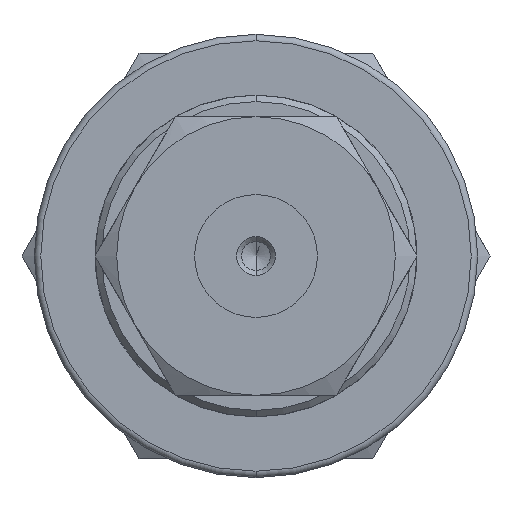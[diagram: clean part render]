
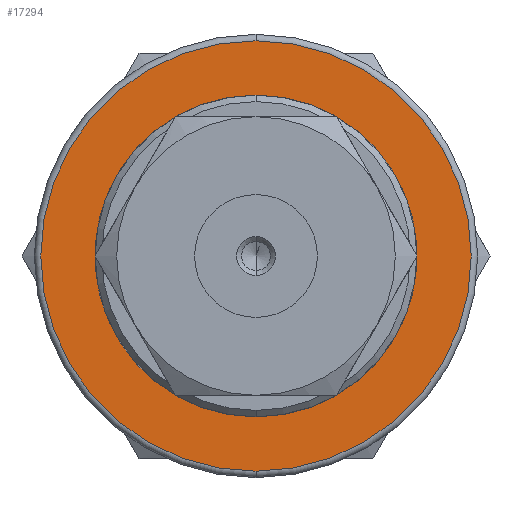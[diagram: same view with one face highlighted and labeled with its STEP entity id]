
A CAD part, left-side view. The second image highlights one B-rep face of the part: STEP entity #17294.
In plain terms, the highlighted planar face has unit normal (-1, 0, 0).
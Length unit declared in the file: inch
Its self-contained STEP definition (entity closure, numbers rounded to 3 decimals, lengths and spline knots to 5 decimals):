
#1022 = CARTESIAN_POINT ( 'NONE',  ( -0.87874, 0., 0. ) ) ;
#1631 = ORIENTED_EDGE ( 'NONE', *, *, #16425, .T. ) ;
#1852 = CARTESIAN_POINT ( 'NONE',  ( -0.87874, 0.33449, 0. ) ) ;
#1863 = EDGE_CURVE ( 'NONE', #13174, #23473, #5882, .T. ) ;
#2092 = ORIENTED_EDGE ( 'NONE', *, *, #10749, .F. ) ;
#2184 = VERTEX_POINT ( 'NONE', #23931 ) ;
#2753 = EDGE_LOOP ( 'NONE', ( #4183, #2092, #1631, #6248 ) ) ;
#4103 = AXIS2_PLACEMENT_3D ( 'NONE', #17601, #25967, #5075 ) ;
#4183 = ORIENTED_EDGE ( 'NONE', *, *, #26434, .T. ) ;
#4307 = DIRECTION ( 'NONE',  ( 0., 0., -1. ) ) ;
#4442 = FACE_BOUND ( 'NONE', #2753, .T. ) ;
#5075 = DIRECTION ( 'NONE',  ( 0., 0., -1. ) ) ;
#5239 = CARTESIAN_POINT ( 'NONE',  ( -0.87874, 0., 0.33449 ) ) ;
#5560 = VECTOR ( 'NONE', #25729, 39.37008 ) ;
#5723 = CARTESIAN_POINT ( 'NONE',  ( -0.87874, 0.12147, 0.2185 ) ) ;
#5882 = CIRCLE ( 'NONE', #16858, 0.33449 ) ;
#6248 = ORIENTED_EDGE ( 'NONE', *, *, #19070, .T. ) ;
#6665 = EDGE_LOOP ( 'NONE', ( #6860, #21010 ) ) ;
#6860 = ORIENTED_EDGE ( 'NONE', *, *, #1863, .F. ) ;
#10523 = CIRCLE ( 'NONE', #15358, 0.25 ) ;
#10749 = EDGE_CURVE ( 'NONE', #14412, #13610, #21623, .T. ) ;
#10796 = CARTESIAN_POINT ( 'NONE',  ( -0.87874, 0., 0. ) ) ;
#10899 = CARTESIAN_POINT ( 'NONE',  ( -0.87874, 0., 0. ) ) ;
#10906 = CARTESIAN_POINT ( 'NONE',  ( -0.87874, -0.12147, 0.2185 ) ) ;
#11512 = EDGE_CURVE ( 'NONE', #23473, #13174, #19633, .T. ) ;
#11979 = CARTESIAN_POINT ( 'NONE',  ( -0.87874, -0.34449, -0.2185 ) ) ;
#12592 = AXIS2_PLACEMENT_3D ( 'NONE', #10899, #21234, #4307 ) ;
#13174 = VERTEX_POINT ( 'NONE', #21831 ) ;
#13610 = VERTEX_POINT ( 'NONE', #5723 ) ;
#14120 = VECTOR ( 'NONE', #24375, 39.37008 ) ;
#14412 = VERTEX_POINT ( 'NONE', #10906 ) ;
#14657 = DIRECTION ( 'NONE',  ( 1., 0., 0. ) ) ;
#14918 = AXIS2_PLACEMENT_3D ( 'NONE', #1852, #14657, #16975 ) ;
#15358 = AXIS2_PLACEMENT_3D ( 'NONE', #10796, #27052, #24998 ) ;
#16425 = EDGE_CURVE ( 'NONE', #14412, #22954, #10523, .T. ) ;
#16431 = CIRCLE ( 'NONE', #4103, 0.25 ) ;
#16858 = AXIS2_PLACEMENT_3D ( 'NONE', #1022, #22248, #22099 ) ;
#16975 = DIRECTION ( 'NONE',  ( 0., 0., -1. ) ) ;
#17294 = ADVANCED_FACE ( 'NONE', ( #4442, #26882 ), #23307, .F. ) ;
#17601 = CARTESIAN_POINT ( 'NONE',  ( -0.87874, 0., 0. ) ) ;
#18316 = LINE ( 'NONE', #11979, #14120 ) ;
#19070 = EDGE_CURVE ( 'NONE', #22954, #2184, #18316, .T. ) ;
#19633 = CIRCLE ( 'NONE', #12592, 0.33449 ) ;
#21010 = ORIENTED_EDGE ( 'NONE', *, *, #11512, .F. ) ;
#21234 = DIRECTION ( 'NONE',  ( 1., 0., 0. ) ) ;
#21623 = LINE ( 'NONE', #21771, #5560 ) ;
#21771 = CARTESIAN_POINT ( 'NONE',  ( -0.87874, -0.34449, 0.2185 ) ) ;
#21831 = CARTESIAN_POINT ( 'NONE',  ( -0.87874, 0., -0.33449 ) ) ;
#22099 = DIRECTION ( 'NONE',  ( 0., 0., -1. ) ) ;
#22248 = DIRECTION ( 'NONE',  ( 1., 0., 0. ) ) ;
#22571 = CARTESIAN_POINT ( 'NONE',  ( -0.87874, -0.12147, -0.2185 ) ) ;
#22954 = VERTEX_POINT ( 'NONE', #22571 ) ;
#23307 = PLANE ( 'NONE',  #14918 ) ;
#23473 = VERTEX_POINT ( 'NONE', #5239 ) ;
#23931 = CARTESIAN_POINT ( 'NONE',  ( -0.87874, 0.12147, -0.2185 ) ) ;
#24375 = DIRECTION ( 'NONE',  ( 0., 1., 0. ) ) ;
#24998 = DIRECTION ( 'NONE',  ( 0., 0., -1. ) ) ;
#25729 = DIRECTION ( 'NONE',  ( 0., 1., 0. ) ) ;
#25967 = DIRECTION ( 'NONE',  ( 1., 0., 0. ) ) ;
#26434 = EDGE_CURVE ( 'NONE', #2184, #13610, #16431, .T. ) ;
#26882 = FACE_OUTER_BOUND ( 'NONE', #6665, .T. ) ;
#27052 = DIRECTION ( 'NONE',  ( 1., 0., 0. ) ) ;
